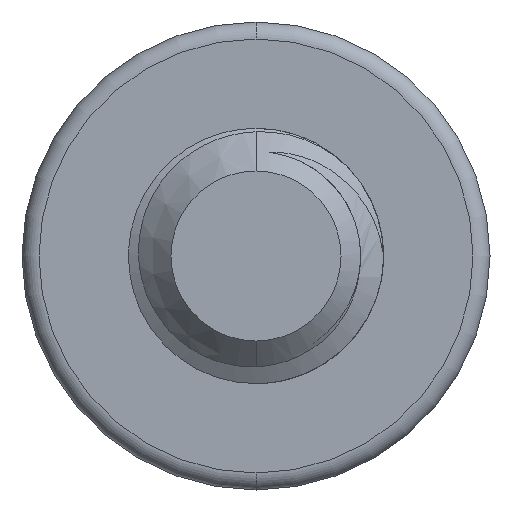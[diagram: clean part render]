
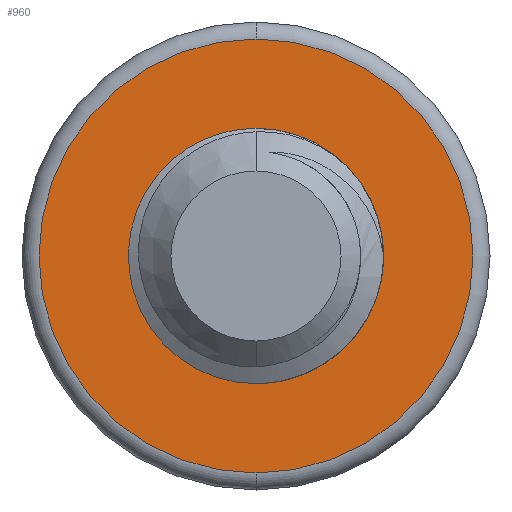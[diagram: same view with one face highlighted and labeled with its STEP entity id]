
A CAD part, front view. The second image highlights one B-rep face of the part: STEP entity #960.
In plain terms, the highlighted planar face has unit normal (0, -1, 0).
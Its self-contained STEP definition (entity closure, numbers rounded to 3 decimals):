
#113 = CARTESIAN_POINT ( 'NONE',  ( 1.5, 14., 0. ) ) ;
#142 = CARTESIAN_POINT ( 'NONE',  ( 0.897, 14., 1.197 ) ) ;
#157 = ORIENTED_EDGE ( 'NONE', *, *, #3538, .T. ) ;
#427 = CARTESIAN_POINT ( 'NONE',  ( -0.262, 14., -1.247 ) ) ;
#456 = CARTESIAN_POINT ( 'NONE',  ( 1.399, 14., -0.433 ) ) ;
#515 = CARTESIAN_POINT ( 'NONE',  ( -0.461, 14., -1.14 ) ) ;
#566 = DIRECTION ( 'NONE',  ( 0., 0., 1. ) ) ;
#636 = ORIENTED_EDGE ( 'NONE', *, *, #4701, .T. ) ;
#637 = CARTESIAN_POINT ( 'NONE',  ( 0.257, 14., 1.413 ) ) ;
#924 = EDGE_CURVE ( 'NONE', #3273, #946, #4902, .T. ) ;
#946 = VERTEX_POINT ( 'NONE', #113 ) ;
#960 = ADVANCED_FACE ( 'NONE', ( #2026, #1899 ), #2658, .F. ) ;
#989 = CARTESIAN_POINT ( 'NONE',  ( 1.5, 14., 0. ) ) ;
#1271 = CARTESIAN_POINT ( 'NONE',  ( -1.229, 14., 0.166 ) ) ;
#1398 = CARTESIAN_POINT ( 'NONE',  ( 1.012, 14., -0.982 ) ) ;
#1424 = VERTEX_POINT ( 'NONE', #3091 ) ;
#1431 = ORIENTED_EDGE ( 'NONE', *, *, #4283, .T. ) ;
#1614 = DIRECTION ( 'NONE',  ( 0., -1., 0. ) ) ;
#1681 = AXIS2_PLACEMENT_3D ( 'NONE', #2840, #2967, #2937 ) ;
#1722 = CARTESIAN_POINT ( 'NONE',  ( -1.198, 14., -0.322 ) ) ;
#1737 = ORIENTED_EDGE ( 'NONE', *, *, #2418, .T. ) ;
#1756 = B_SPLINE_CURVE_WITH_KNOTS ( 'NONE', 3,
 ( #989, #2868, #2897, #456, #4740, #4228, #1398, #1833, #4834, #3754, #427, #515 ),
 .UNSPECIFIED., .F., .F.,
 ( 4, 2, 2, 2, 2, 4 ),
 ( 0., 0., 0.001, 0.001, 0.002, 0.003 ),
 .UNSPECIFIED. ) ;
#1833 = CARTESIAN_POINT ( 'NONE',  ( 0.629, 14., -1.214 ) ) ;
#1899 = FACE_BOUND ( 'NONE', #2683, .T. ) ;
#2026 = FACE_OUTER_BOUND ( 'NONE', #2077, .T. ) ;
#2077 = EDGE_LOOP ( 'NONE', ( #636, #1737 ) ) ;
#2334 = B_SPLINE_CURVE_WITH_KNOTS ( 'NONE', 3,
 ( #5069, #2663, #4101, #3165, #3668, #1722, #3637, #1271, #5585, #2695 ),
 .UNSPECIFIED., .F., .F.,
 ( 4, 2, 2, 2, 4 ),
 ( 0., 0., 0.001, 0.001, 0.002 ),
 .UNSPECIFIED. ) ;
#2368 = VERTEX_POINT ( 'NONE', #4919 ) ;
#2418 = EDGE_CURVE ( 'NONE', #6007, #2368, #4013, .T. ) ;
#2466 = CARTESIAN_POINT ( 'NONE',  ( 0.694, 14., 1.305 ) ) ;
#2557 = CARTESIAN_POINT ( 'NONE',  ( -0.409, 14., 1.304 ) ) ;
#2606 = AXIS2_PLACEMENT_3D ( 'NONE', #3997, #1614, #3530 ) ;
#2658 = PLANE ( 'NONE',  #3481 ) ;
#2663 = CARTESIAN_POINT ( 'NONE',  ( -0.613, 14., -1.078 ) ) ;
#2683 = EDGE_LOOP ( 'NONE', ( #4237, #4026, #1431, #157 ) ) ;
#2695 = CARTESIAN_POINT ( 'NONE',  ( -1.133, 14., 0.477 ) ) ;
#2840 = CARTESIAN_POINT ( 'NONE',  ( 0., 14., 0. ) ) ;
#2868 = CARTESIAN_POINT ( 'NONE',  ( 1.491, 14., -0.112 ) ) ;
#2897 = CARTESIAN_POINT ( 'NONE',  ( 1.468, 14., -0.222 ) ) ;
#2898 = CIRCLE ( 'NONE', #2606, 2.55 ) ;
#2936 = CARTESIAN_POINT ( 'NONE',  ( -0.947, 14., 0.891 ) ) ;
#2937 = DIRECTION ( 'NONE',  ( 0., 0., 1. ) ) ;
#2967 = DIRECTION ( 'NONE',  ( 0., 1., 0. ) ) ;
#3091 = CARTESIAN_POINT ( 'NONE',  ( -0.461, 14., -1.14 ) ) ;
#3096 = DIRECTION ( 'NONE',  ( 0., 0., 1. ) ) ;
#3165 = CARTESIAN_POINT ( 'NONE',  ( -0.981, 14., -0.759 ) ) ;
#3273 = VERTEX_POINT ( 'NONE', #6170 ) ;
#3299 = EDGE_CURVE ( 'NONE', #946, #1424, #1756, .T. ) ;
#3442 = CARTESIAN_POINT ( 'NONE',  ( 0.026, 14., 1.412 ) ) ;
#3479 = B_SPLINE_CURVE_WITH_KNOTS ( 'NONE', 3,
 ( #4964, #5349, #2936, #4866, #2557, #3442, #637, #2466, #142, #4899 ),
 .UNSPECIFIED., .F., .F.,
 ( 4, 2, 2, 2, 4 ),
 ( 0., 0.001, 0.001, 0.002, 0.003 ),
 .UNSPECIFIED. ) ;
#3481 = AXIS2_PLACEMENT_3D ( 'NONE', #5413, #5951, #3096 ) ;
#3530 = DIRECTION ( 'NONE',  ( 0., 0., 1. ) ) ;
#3538 = EDGE_CURVE ( 'NONE', #5252, #3273, #3479, .T. ) ;
#3637 = CARTESIAN_POINT ( 'NONE',  ( -1.23, 14., -0.16 ) ) ;
#3668 = CARTESIAN_POINT ( 'NONE',  ( -1.073, 14., -0.621 ) ) ;
#3754 = CARTESIAN_POINT ( 'NONE',  ( -0.038, 14., -1.298 ) ) ;
#3864 = DIRECTION ( 'NONE',  ( 0., -1., 0. ) ) ;
#3997 = CARTESIAN_POINT ( 'NONE',  ( 0., 14., 0. ) ) ;
#4013 = CIRCLE ( 'NONE', #5853, 2.55 ) ;
#4026 = ORIENTED_EDGE ( 'NONE', *, *, #3299, .T. ) ;
#4070 = CARTESIAN_POINT ( 'NONE',  ( 0., 14., -2.55 ) ) ;
#4101 = CARTESIAN_POINT ( 'NONE',  ( -0.751, 14., -0.986 ) ) ;
#4228 = CARTESIAN_POINT ( 'NONE',  ( 1.175, 14., -0.82 ) ) ;
#4237 = ORIENTED_EDGE ( 'NONE', *, *, #924, .T. ) ;
#4283 = EDGE_CURVE ( 'NONE', #1424, #5252, #2334, .T. ) ;
#4701 = EDGE_CURVE ( 'NONE', #2368, #6007, #2898, .T. ) ;
#4740 = CARTESIAN_POINT ( 'NONE',  ( 1.35, 14., -0.536 ) ) ;
#4834 = CARTESIAN_POINT ( 'NONE',  ( 0.409, 14., -1.283 ) ) ;
#4866 = CARTESIAN_POINT ( 'NONE',  ( -0.617, 14., 1.196 ) ) ;
#4889 = CARTESIAN_POINT ( 'NONE',  ( 0., 14., 0. ) ) ;
#4899 = CARTESIAN_POINT ( 'NONE',  ( 1.07, 14., 1.051 ) ) ;
#4902 = CIRCLE ( 'NONE', #1681, 1.5 ) ;
#4919 = CARTESIAN_POINT ( 'NONE',  ( 0., 14., 2.55 ) ) ;
#4964 = CARTESIAN_POINT ( 'NONE',  ( -1.133, 14., 0.477 ) ) ;
#5069 = CARTESIAN_POINT ( 'NONE',  ( -0.461, 14., -1.14 ) ) ;
#5252 = VERTEX_POINT ( 'NONE', #5774 ) ;
#5349 = CARTESIAN_POINT ( 'NONE',  ( -1.07, 14., 0.695 ) ) ;
#5413 = CARTESIAN_POINT ( 'NONE',  ( 0., 14., 0. ) ) ;
#5585 = CARTESIAN_POINT ( 'NONE',  ( -1.197, 14., 0.326 ) ) ;
#5774 = CARTESIAN_POINT ( 'NONE',  ( -1.133, 14., 0.477 ) ) ;
#5853 = AXIS2_PLACEMENT_3D ( 'NONE', #4889, #3864, #566 ) ;
#5951 = DIRECTION ( 'NONE',  ( 0., 1., 0. ) ) ;
#6007 = VERTEX_POINT ( 'NONE', #4070 ) ;
#6170 = CARTESIAN_POINT ( 'NONE',  ( 1.07, 14., 1.051 ) ) ;
